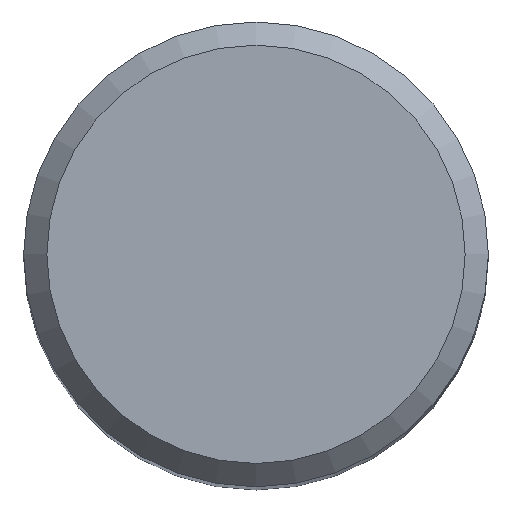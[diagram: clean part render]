
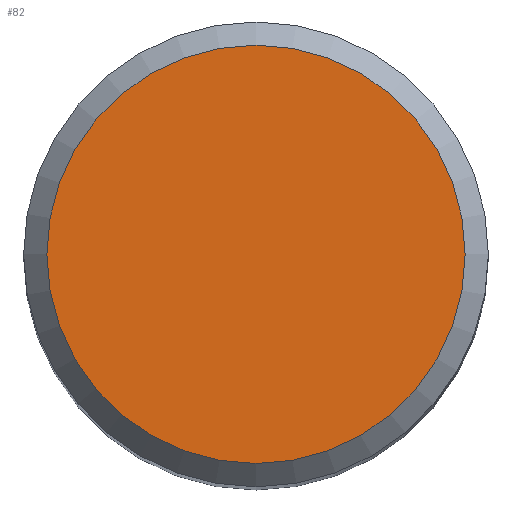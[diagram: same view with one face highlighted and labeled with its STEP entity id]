
A CAD part, top view. The second image highlights one B-rep face of the part: STEP entity #82.
In plain terms, the highlighted planar face has unit normal (0, 0, 1).
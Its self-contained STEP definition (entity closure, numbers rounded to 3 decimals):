
#82=ADVANCED_FACE('NONE',(#98),#94,.T.);
#94=PLANE('',#218);
#98=FACE_OUTER_BOUND('',#102,.T.);
#102=EDGE_LOOP('',(#122));
#122=ORIENTED_EDGE('',*,*,#152,.F.);
#142=VERTEX_POINT('',#319);
#152=EDGE_CURVE('NONE',#142,#142,#162,.T.);
#162=CIRCLE('',#217,3.6);
#217=AXIS2_PLACEMENT_3D('',#318,#242,#243);
#218=AXIS2_PLACEMENT_3D('',#320,#244,#245);
#242=DIRECTION('',(0.,0.,-1.));
#243=DIRECTION('',(1.,0.,0.));
#244=DIRECTION('',(0.,0.,1.));
#245=DIRECTION('',(-1.,0.,0.));
#318=CARTESIAN_POINT('',(0.,0.,0.));
#319=CARTESIAN_POINT('',(3.6,0.,0.));
#320=CARTESIAN_POINT('',(0.,0.,0.));
